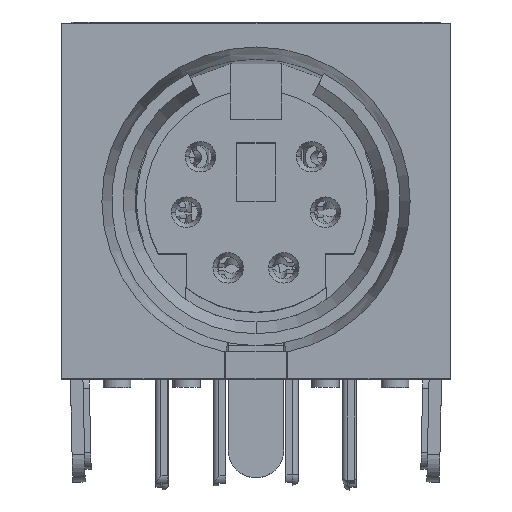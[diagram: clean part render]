
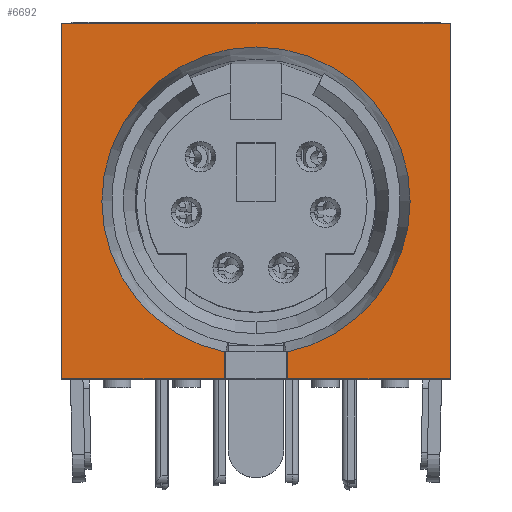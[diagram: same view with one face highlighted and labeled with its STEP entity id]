
A CAD part, top view. The second image highlights one B-rep face of the part: STEP entity #6692.
In plain terms, the highlighted planar face has unit normal (0, 0, 1).
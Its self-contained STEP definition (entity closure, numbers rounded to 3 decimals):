
#395 = CARTESIAN_POINT ( 'NONE',  ( -1.1, -6.4, 1.85 ) ) ;
#772 = CARTESIAN_POINT ( 'NONE',  ( 0., 0., 1.85 ) ) ;
#853 = VERTEX_POINT ( 'NONE', #21797 ) ;
#1118 = CARTESIAN_POINT ( 'NONE',  ( -1.1, -4.672, 1.85 ) ) ;
#1448 = VECTOR ( 'NONE', #18634, 1000. ) ;
#1599 = EDGE_CURVE ( 'NONE', #5393, #12529, #7471, .T. ) ;
#1757 = LINE ( 'NONE', #33973, #15554 ) ;
#1903 = CARTESIAN_POINT ( 'NONE',  ( 7., 6.4, 1.85 ) ) ;
#2389 = VERTEX_POINT ( 'NONE', #25165 ) ;
#3562 = DIRECTION ( 'NONE',  ( 1., 0., 0. ) ) ;
#3796 = AXIS2_PLACEMENT_3D ( 'NONE', #29745, #13287, #32511 ) ;
#5069 = VECTOR ( 'NONE', #25882, 1000. ) ;
#5393 = VERTEX_POINT ( 'NONE', #20974 ) ;
#5655 = CARTESIAN_POINT ( 'NONE',  ( -7., -6.4, 1.85 ) ) ;
#5764 = CARTESIAN_POINT ( 'NONE',  ( 0., 0., 1.85 ) ) ;
#5904 = ORIENTED_EDGE ( 'NONE', *, *, #15695, .T. ) ;
#6692 = ADVANCED_FACE ( 'NONE', ( #26450 ), #28204, .T. ) ;
#6990 = CIRCLE ( 'NONE', #3796, 5.55 ) ;
#7304 = VERTEX_POINT ( 'NONE', #1903 ) ;
#7471 = LINE ( 'NONE', #30103, #34996 ) ;
#8079 = ORIENTED_EDGE ( 'NONE', *, *, #1599, .T. ) ;
#8168 = EDGE_CURVE ( 'NONE', #12529, #20690, #16113, .T. ) ;
#8313 = ORIENTED_EDGE ( 'NONE', *, *, #9938, .F. ) ;
#8517 = DIRECTION ( 'NONE',  ( 1., 0., 0. ) ) ;
#9784 = ORIENTED_EDGE ( 'NONE', *, *, #32524, .F. ) ;
#9938 = EDGE_CURVE ( 'NONE', #35354, #2389, #1757, .T. ) ;
#10616 = EDGE_CURVE ( 'NONE', #26138, #7304, #28863, .T. ) ;
#11076 = ORIENTED_EDGE ( 'NONE', *, *, #27560, .F. ) ;
#11604 = DIRECTION ( 'NONE',  ( -1., 0., 0. ) ) ;
#12370 = LINE ( 'NONE', #1118, #5069 ) ;
#12529 = VERTEX_POINT ( 'NONE', #22217 ) ;
#12769 = AXIS2_PLACEMENT_3D ( 'NONE', #772, #20032, #3562 ) ;
#13129 = LINE ( 'NONE', #25301, #33359 ) ;
#13287 = DIRECTION ( 'NONE',  ( 0., 0., 1. ) ) ;
#13436 = EDGE_CURVE ( 'NONE', #853, #20690, #12370, .T. ) ;
#14454 = CIRCLE ( 'NONE', #31393, 5.55 ) ;
#14484 = CIRCLE ( 'NONE', #25967, 5.55 ) ;
#14746 = CARTESIAN_POINT ( 'NONE',  ( 0., 0., 1.85 ) ) ;
#15006 = ORIENTED_EDGE ( 'NONE', *, *, #16680, .F. ) ;
#15554 = VECTOR ( 'NONE', #22994, 1000. ) ;
#15695 = EDGE_CURVE ( 'NONE', #7304, #5393, #13129, .T. ) ;
#16113 = LINE ( 'NONE', #24021, #1448 ) ;
#16680 = EDGE_CURVE ( 'NONE', #25299, #34287, #14454, .T. ) ;
#17476 = DIRECTION ( 'NONE',  ( 1., 0., 0. ) ) ;
#18011 = CARTESIAN_POINT ( 'NONE',  ( 7., -6.4, 1.85 ) ) ;
#18634 = DIRECTION ( 'NONE',  ( 1., 0., 0. ) ) ;
#19056 = CARTESIAN_POINT ( 'NONE',  ( -5.55, 0., 1.85 ) ) ;
#20032 = DIRECTION ( 'NONE',  ( 0., 0., 1. ) ) ;
#20363 = EDGE_LOOP ( 'NONE', ( #32723, #22062, #11076, #15006, #9784, #8313, #33005, #30373, #5904, #8079 ) ) ;
#20690 = VERTEX_POINT ( 'NONE', #395 ) ;
#20974 = CARTESIAN_POINT ( 'NONE',  ( -7., 6.4, 1.85 ) ) ;
#21530 = VECTOR ( 'NONE', #30970, 1000. ) ;
#21797 = CARTESIAN_POINT ( 'NONE',  ( -1.1, -5.44, 1.85 ) ) ;
#22062 = ORIENTED_EDGE ( 'NONE', *, *, #13436, .F. ) ;
#22217 = CARTESIAN_POINT ( 'NONE',  ( -7., -6.4, 1.85 ) ) ;
#22545 = DIRECTION ( 'NONE',  ( 0., -1., 0. ) ) ;
#22994 = DIRECTION ( 'NONE',  ( 0., 1., 0. ) ) ;
#23801 = LINE ( 'NONE', #5655, #31147 ) ;
#24021 = CARTESIAN_POINT ( 'NONE',  ( -7., -6.4, 1.85 ) ) ;
#24846 = DIRECTION ( 'NONE',  ( 1., 0., 0. ) ) ;
#24971 = DIRECTION ( 'NONE',  ( 0., 0., 1. ) ) ;
#25165 = CARTESIAN_POINT ( 'NONE',  ( 1.1, -5.44, 1.85 ) ) ;
#25299 = VERTEX_POINT ( 'NONE', #30216 ) ;
#25301 = CARTESIAN_POINT ( 'NONE',  ( -7., 6.4, 1.85 ) ) ;
#25882 = DIRECTION ( 'NONE',  ( 0., -1., 0. ) ) ;
#25967 = AXIS2_PLACEMENT_3D ( 'NONE', #14746, #33967, #17476 ) ;
#26138 = VERTEX_POINT ( 'NONE', #18011 ) ;
#26435 = CARTESIAN_POINT ( 'NONE',  ( 1.1, -6.4, 1.85 ) ) ;
#26450 = FACE_OUTER_BOUND ( 'NONE', #20363, .T. ) ;
#27560 = EDGE_CURVE ( 'NONE', #34287, #853, #6990, .T. ) ;
#28204 = PLANE ( 'NONE',  #12769 ) ;
#28863 = LINE ( 'NONE', #33637, #21530 ) ;
#29745 = CARTESIAN_POINT ( 'NONE',  ( 0., 0., 1.85 ) ) ;
#30103 = CARTESIAN_POINT ( 'NONE',  ( -7., 6.4, 1.85 ) ) ;
#30216 = CARTESIAN_POINT ( 'NONE',  ( 5.55, 0., 1.85 ) ) ;
#30373 = ORIENTED_EDGE ( 'NONE', *, *, #10616, .T. ) ;
#30970 = DIRECTION ( 'NONE',  ( 0., 1., 0. ) ) ;
#31147 = VECTOR ( 'NONE', #24846, 1000. ) ;
#31393 = AXIS2_PLACEMENT_3D ( 'NONE', #5764, #24971, #8517 ) ;
#32511 = DIRECTION ( 'NONE',  ( 1., 0., 0. ) ) ;
#32524 = EDGE_CURVE ( 'NONE', #2389, #25299, #14484, .T. ) ;
#32723 = ORIENTED_EDGE ( 'NONE', *, *, #8168, .T. ) ;
#33005 = ORIENTED_EDGE ( 'NONE', *, *, #33728, .T. ) ;
#33359 = VECTOR ( 'NONE', #11604, 1000. ) ;
#33637 = CARTESIAN_POINT ( 'NONE',  ( 7., 6.4, 1.85 ) ) ;
#33728 = EDGE_CURVE ( 'NONE', #35354, #26138, #23801, .T. ) ;
#33967 = DIRECTION ( 'NONE',  ( 0., 0., 1. ) ) ;
#33973 = CARTESIAN_POINT ( 'NONE',  ( 1.1, -4.672, 1.85 ) ) ;
#34287 = VERTEX_POINT ( 'NONE', #19056 ) ;
#34996 = VECTOR ( 'NONE', #22545, 1000. ) ;
#35354 = VERTEX_POINT ( 'NONE', #26435 ) ;
